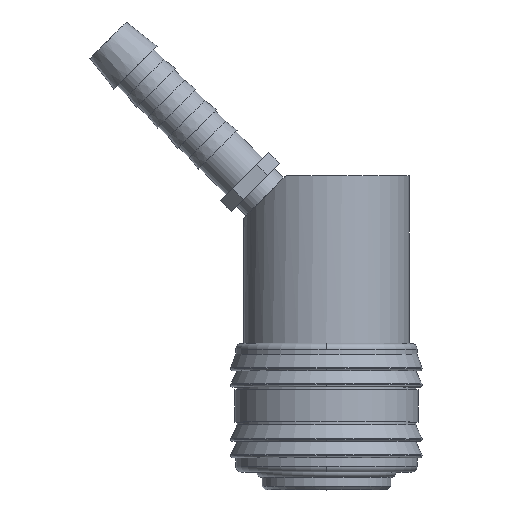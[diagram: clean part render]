
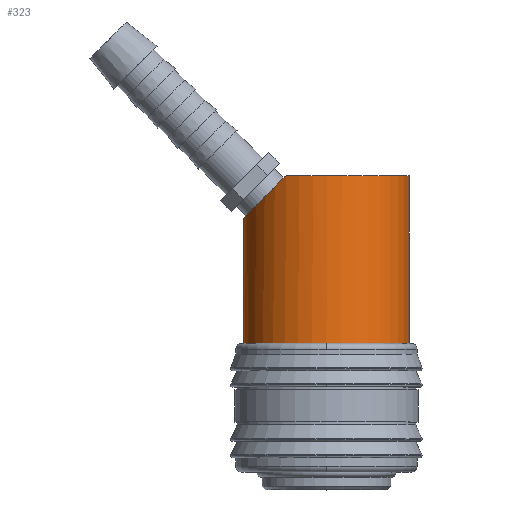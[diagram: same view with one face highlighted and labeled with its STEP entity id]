
A CAD part, top view. The second image highlights one B-rep face of the part: STEP entity #323.
In plain terms, the highlighted cylindrical face has radius 11.61 mm (diameter 23.22 mm), a partial arc.
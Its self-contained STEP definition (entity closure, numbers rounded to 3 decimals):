
#323=ADVANCED_FACE('',(#662),#663,.T.);
#662=FACE_OUTER_BOUND('',#997,.T.);
#663=CYLINDRICAL_SURFACE('',#998,11.61);
#997=EDGE_LOOP('',(#1848,#1849,#1850,#1851,#1852));
#998=AXIS2_PLACEMENT_3D('',#1853,#1854,#1855);
#1848=ORIENTED_EDGE('',*,*,#1916,.T.);
#1849=ORIENTED_EDGE('',*,*,#2192,.F.);
#1850=ORIENTED_EDGE('',*,*,#2125,.T.);
#1851=ORIENTED_EDGE('',*,*,#1918,.T.);
#1852=ORIENTED_EDGE('',*,*,#2048,.F.);
#1853=CARTESIAN_POINT('',(0.0,31.35,0.0));
#1854=DIRECTION('',(-0.0,1.0,0.0));
#1855=DIRECTION('',(1.0,0.0,0.0));
#1916=EDGE_CURVE('',#2271,#2272,#2273,.T.);
#1918=EDGE_CURVE('',#2276,#2274,#2277,.T.);
#2048=EDGE_CURVE('',#2271,#2274,#2493,.T.);
#2125=EDGE_CURVE('',#2595,#2276,#2596,.T.);
#2192=EDGE_CURVE('',#2595,#2272,#2675,.T.);
#2271=VERTEX_POINT('',#2762);
#2272=VERTEX_POINT('',#2763);
#2273=LINE('',#2764,#2765);
#2274=VERTEX_POINT('',#2766);
#2276=VERTEX_POINT('',#2768);
#2277=LINE('',#2769,#2770);
#2493=CIRCLE('',#3110,11.61);
#2595=VERTEX_POINT('',#3229);
#2596=ELLIPSE('',#3230,16.419,11.61);
#2675=CIRCLE('',#3328,11.61);
#2762=CARTESIAN_POINT('',(11.61,20.5,0.));
#2763=CARTESIAN_POINT('',(11.61,44.0,0.));
#2764=CARTESIAN_POINT('',(11.61,31.35,0.));
#2765=VECTOR('',#3408,1.0);
#2766=CARTESIAN_POINT('',(-11.61,20.5,0.));
#2768=CARTESIAN_POINT('',(-11.61,38.03,0.));
#2769=CARTESIAN_POINT('',(-11.61,31.35,0.));
#2770=VECTOR('',#3412,1.0);
#3110=AXIS2_PLACEMENT_3D('',#3667,#3668,#3669);
#3229=CARTESIAN_POINT('',(-5.64,44.0,10.148));
#3230=AXIS2_PLACEMENT_3D('',#3795,#3796,#3797);
#3328=AXIS2_PLACEMENT_3D('',#3874,#3875,#3876);
#3408=DIRECTION('',(0.0,1.0,0.0));
#3412=DIRECTION('',(-0.0,-1.0,-0.0));
#3667=CARTESIAN_POINT('',(0.0,20.5,0.0));
#3668=DIRECTION('',(0.0,-1.0,-0.0));
#3669=DIRECTION('',(1.0,0.0,0.0));
#3795=CARTESIAN_POINT('',(0.0,49.64,0.0));
#3796=DIRECTION('',(0.707,-0.707,0.0));
#3797=DIRECTION('',(0.707,0.707,0.0));
#3874=CARTESIAN_POINT('',(0.0,44.0,0.0));
#3875=DIRECTION('',(-0.0,1.0,0.0));
#3876=DIRECTION('',(1.0,0.0,0.0));
